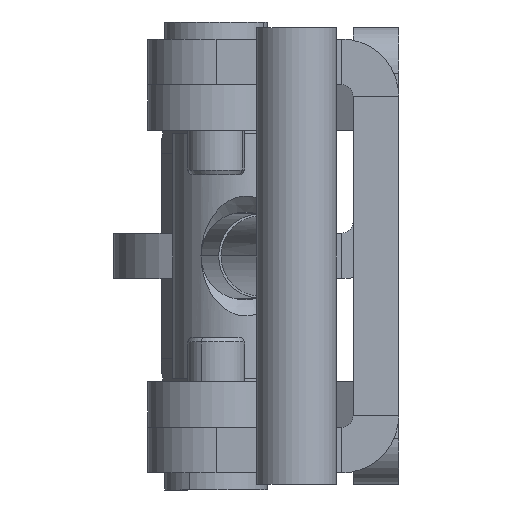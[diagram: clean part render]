
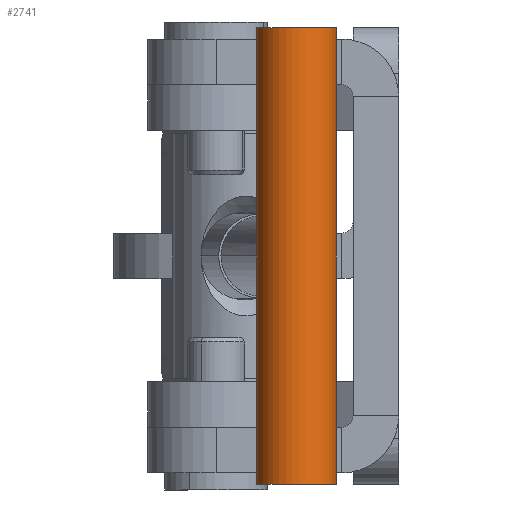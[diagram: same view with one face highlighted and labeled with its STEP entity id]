
A CAD part, left-side view. The second image highlights one B-rep face of the part: STEP entity #2741.
In plain terms, the highlighted cylindrical face has radius 3.5 mm (diameter 7 mm), a partial arc.
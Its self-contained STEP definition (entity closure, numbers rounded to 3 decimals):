
#136 = CARTESIAN_POINT ( 'NONE',  ( -20., 85., -3.5 ) ) ;
#164 = VERTEX_POINT ( 'NONE', #2532 ) ;
#213 = ORIENTED_EDGE ( 'NONE', *, *, #1412, .T. ) ;
#280 = EDGE_CURVE ( 'NONE', #1685, #4684, #2473, .T. ) ;
#383 = LINE ( 'NONE', #4460, #1219 ) ;
#409 = DIRECTION ( 'NONE',  ( -1., 0., 0. ) ) ;
#427 = ORIENTED_EDGE ( 'NONE', *, *, #280, .F. ) ;
#686 = CARTESIAN_POINT ( 'NONE',  ( -20., 85., 0. ) ) ;
#825 = CARTESIAN_POINT ( 'NONE',  ( 20., 85., 3.5 ) ) ;
#826 = CYLINDRICAL_SURFACE ( 'NONE', #3475, 3.5 ) ;
#846 = EDGE_CURVE ( 'NONE', #4684, #885, #3954, .T. ) ;
#885 = VERTEX_POINT ( 'NONE', #4541 ) ;
#953 = DIRECTION ( 'NONE',  ( -1., 0., 0. ) ) ;
#1044 = DIRECTION ( 'NONE',  ( 0., 0., -1. ) ) ;
#1219 = VECTOR ( 'NONE', #1898, 1000. ) ;
#1269 = DIRECTION ( 'NONE',  ( 1., 0., 0. ) ) ;
#1385 = VECTOR ( 'NONE', #1555, 1000. ) ;
#1412 = EDGE_CURVE ( 'NONE', #4352, #885, #3421, .T. ) ;
#1415 = CIRCLE ( 'NONE', #2141, 3.5 ) ;
#1483 = CARTESIAN_POINT ( 'NONE',  ( 20., 85., 0. ) ) ;
#1555 = DIRECTION ( 'NONE',  ( -1., 0., 0. ) ) ;
#1557 = CARTESIAN_POINT ( 'NONE',  ( 20., 85., 3.5 ) ) ;
#1685 = VERTEX_POINT ( 'NONE', #825 ) ;
#1838 = DIRECTION ( 'NONE',  ( 0., 0., 1. ) ) ;
#1898 = DIRECTION ( 'NONE',  ( -1., 0., 0. ) ) ;
#1947 = CARTESIAN_POINT ( 'NONE',  ( 20., 85., 3.5 ) ) ;
#2074 = CARTESIAN_POINT ( 'NONE',  ( 0., 85., -3.5 ) ) ;
#2141 = AXIS2_PLACEMENT_3D ( 'NONE', #3470, #1269, #3825 ) ;
#2299 = CARTESIAN_POINT ( 'NONE',  ( 0., 85., 3.5 ) ) ;
#2362 = LINE ( 'NONE', #4472, #1385 ) ;
#2473 = LINE ( 'NONE', #1947, #2595 ) ;
#2532 = CARTESIAN_POINT ( 'NONE',  ( 20., 85., -3.5 ) ) ;
#2558 = EDGE_CURVE ( 'NONE', #3419, #4352, #2362, .T. ) ;
#2595 = VECTOR ( 'NONE', #953, 1000. ) ;
#2684 = AXIS2_PLACEMENT_3D ( 'NONE', #686, #3241, #1044 ) ;
#2741 = ADVANCED_FACE ( 'NONE', ( #4708 ), #826, .T. ) ;
#2856 = ORIENTED_EDGE ( 'NONE', *, *, #2558, .T. ) ;
#2898 = EDGE_CURVE ( 'NONE', #164, #3419, #383, .T. ) ;
#2997 = VECTOR ( 'NONE', #3039, 1000. ) ;
#2999 = EDGE_CURVE ( 'NONE', #164, #1685, #1415, .T. ) ;
#3039 = DIRECTION ( 'NONE',  ( -1., 0., 0. ) ) ;
#3241 = DIRECTION ( 'NONE',  ( 1., 0., 0. ) ) ;
#3419 = VERTEX_POINT ( 'NONE', #2074 ) ;
#3421 = CIRCLE ( 'NONE', #2684, 3.5 ) ;
#3470 = CARTESIAN_POINT ( 'NONE',  ( 20., 85., 0. ) ) ;
#3474 = ORIENTED_EDGE ( 'NONE', *, *, #2898, .T. ) ;
#3475 = AXIS2_PLACEMENT_3D ( 'NONE', #1483, #409, #1838 ) ;
#3810 = EDGE_LOOP ( 'NONE', ( #4130, #3474, #2856, #213, #4181, #427 ) ) ;
#3825 = DIRECTION ( 'NONE',  ( 0., 0., -1. ) ) ;
#3954 = LINE ( 'NONE', #1557, #2997 ) ;
#4130 = ORIENTED_EDGE ( 'NONE', *, *, #2999, .F. ) ;
#4181 = ORIENTED_EDGE ( 'NONE', *, *, #846, .F. ) ;
#4352 = VERTEX_POINT ( 'NONE', #136 ) ;
#4460 = CARTESIAN_POINT ( 'NONE',  ( 20., 85., -3.5 ) ) ;
#4472 = CARTESIAN_POINT ( 'NONE',  ( 20., 85., -3.5 ) ) ;
#4541 = CARTESIAN_POINT ( 'NONE',  ( -20., 85., 3.5 ) ) ;
#4684 = VERTEX_POINT ( 'NONE', #2299 ) ;
#4708 = FACE_OUTER_BOUND ( 'NONE', #3810, .T. ) ;
